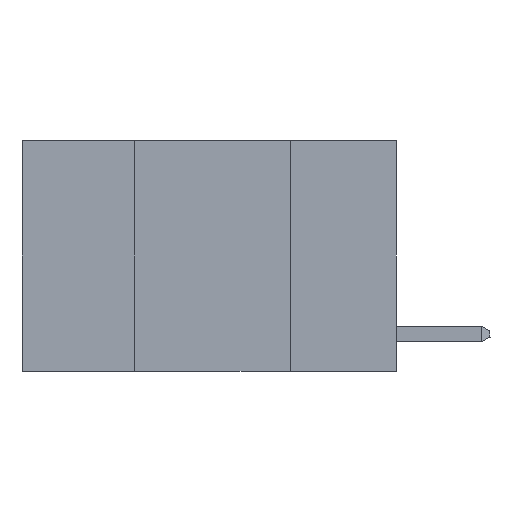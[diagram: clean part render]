
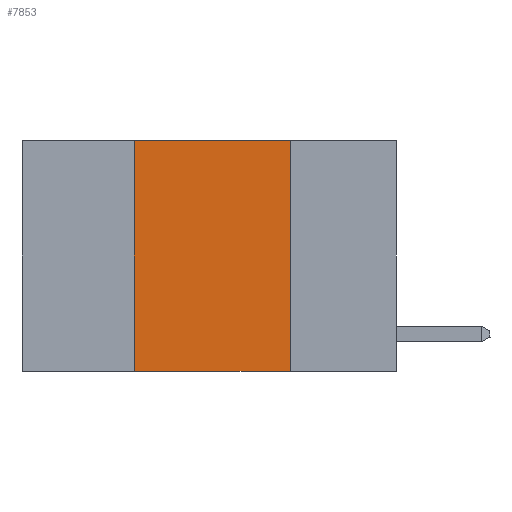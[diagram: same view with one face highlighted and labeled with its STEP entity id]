
A CAD part, left-side view. The second image highlights one B-rep face of the part: STEP entity #7853.
In plain terms, the highlighted planar face has unit normal (-1, 0, 0).
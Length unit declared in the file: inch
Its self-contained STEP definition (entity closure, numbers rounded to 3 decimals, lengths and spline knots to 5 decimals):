
#414 = EDGE_CURVE ( 'NONE', #17553, #13752, #14566, .T. ) ;
#454 = CARTESIAN_POINT ( 'NONE',  ( 0., 0.17, 0. ) ) ;
#1097 = CARTESIAN_POINT ( 'NONE',  ( 0., 0.6, 0. ) ) ;
#1621 = VECTOR ( 'NONE', #18807, 39.37008 ) ;
#1765 = EDGE_CURVE ( 'NONE', #17553, #20773, #9919, .T. ) ;
#2537 = VECTOR ( 'NONE', #11105, 39.37008 ) ;
#4451 = CARTESIAN_POINT ( 'NONE',  ( 0., 0.42, 0. ) ) ;
#4732 = CARTESIAN_POINT ( 'NONE',  ( 0., 0.6, 0. ) ) ;
#4888 = DIRECTION ( 'NONE',  ( 0., 0., -1. ) ) ;
#5318 = EDGE_CURVE ( 'NONE', #20773, #10266, #20506, .T. ) ;
#7042 = CARTESIAN_POINT ( 'NONE',  ( 0., 0.17, -0.37 ) ) ;
#7846 = LINE ( 'NONE', #9340, #13262 ) ;
#7853 = ADVANCED_FACE ( 'NONE', ( #20552 ), #18608, .F. ) ;
#8199 = EDGE_CURVE ( 'NONE', #10266, #13752, #7846, .T. ) ;
#8712 = VECTOR ( 'NONE', #8758, 39.37008 ) ;
#8758 = DIRECTION ( 'NONE',  ( 0., 0., 1. ) ) ;
#9033 = CARTESIAN_POINT ( 'NONE',  ( 0., 0.6, -0.37 ) ) ;
#9340 = CARTESIAN_POINT ( 'NONE',  ( 0., 0.17, 0. ) ) ;
#9919 = LINE ( 'NONE', #12437, #8712 ) ;
#10266 = VERTEX_POINT ( 'NONE', #454 ) ;
#10359 = ORIENTED_EDGE ( 'NONE', *, *, #414, .T. ) ;
#11105 = DIRECTION ( 'NONE',  ( 0., -1., 0. ) ) ;
#11780 = EDGE_LOOP ( 'NONE', ( #17184, #18768, #12095, #10359 ) ) ;
#12095 = ORIENTED_EDGE ( 'NONE', *, *, #1765, .F. ) ;
#12437 = CARTESIAN_POINT ( 'NONE',  ( 0., 0.42, 0. ) ) ;
#13262 = VECTOR ( 'NONE', #21918, 39.37008 ) ;
#13514 = DIRECTION ( 'NONE',  ( 1., 0., 0. ) ) ;
#13752 = VERTEX_POINT ( 'NONE', #7042 ) ;
#14566 = LINE ( 'NONE', #9033, #2537 ) ;
#17184 = ORIENTED_EDGE ( 'NONE', *, *, #8199, .F. ) ;
#17553 = VERTEX_POINT ( 'NONE', #21496 ) ;
#18608 = PLANE ( 'NONE',  #19127 ) ;
#18768 = ORIENTED_EDGE ( 'NONE', *, *, #5318, .F. ) ;
#18807 = DIRECTION ( 'NONE',  ( 0., -1., 0. ) ) ;
#19127 = AXIS2_PLACEMENT_3D ( 'NONE', #1097, #13514, #4888 ) ;
#20506 = LINE ( 'NONE', #4732, #1621 ) ;
#20552 = FACE_OUTER_BOUND ( 'NONE', #11780, .T. ) ;
#20773 = VERTEX_POINT ( 'NONE', #4451 ) ;
#21496 = CARTESIAN_POINT ( 'NONE',  ( 0., 0.42, -0.37 ) ) ;
#21918 = DIRECTION ( 'NONE',  ( 0., 0., -1. ) ) ;
